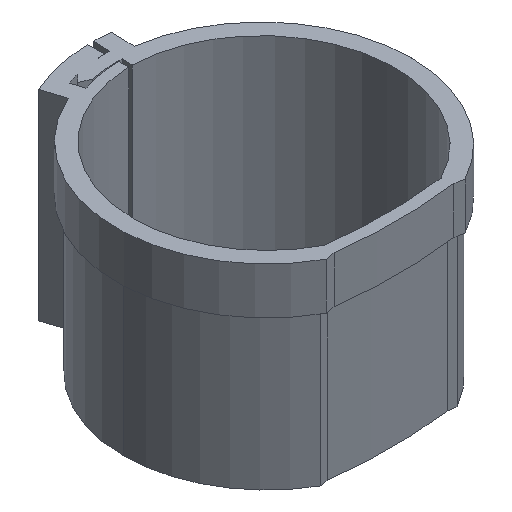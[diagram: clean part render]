
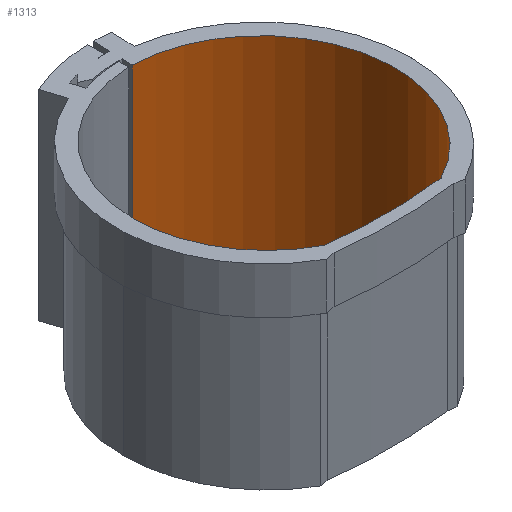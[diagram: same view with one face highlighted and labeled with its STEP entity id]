
A CAD part, isometric view. The second image highlights one B-rep face of the part: STEP entity #1313.
In plain terms, the highlighted cylindrical face has radius 20 mm (diameter 40 mm), a partial arc.
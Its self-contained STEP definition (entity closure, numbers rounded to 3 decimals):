
#18 = VERTEX_POINT ( 'NONE', #1562 ) ;
#57 = ORIENTED_EDGE ( 'NONE', *, *, #1636, .F. ) ;
#69 = AXIS2_PLACEMENT_3D ( 'NONE', #899, #375, #1038 ) ;
#90 = CARTESIAN_POINT ( 'NONE',  ( -0.436, -51.676, 30. ) ) ;
#119 = VERTEX_POINT ( 'NONE', #662 ) ;
#139 = ORIENTED_EDGE ( 'NONE', *, *, #781, .F. ) ;
#155 = EDGE_CURVE ( 'NONE', #119, #18, #288, .T. ) ;
#164 = VERTEX_POINT ( 'NONE', #256 ) ;
#256 = CARTESIAN_POINT ( 'NONE',  ( 8.727, -69.454, 1.5 ) ) ;
#288 = LINE ( 'NONE', #1311, #551 ) ;
#302 = CARTESIAN_POINT ( 'NONE',  ( -0.436, -51.676, 1.5 ) ) ;
#309 = CIRCLE ( 'NONE', #865, 20. ) ;
#313 = CARTESIAN_POINT ( 'NONE',  ( 8.727, -69.454, 30. ) ) ;
#375 = DIRECTION ( 'NONE',  ( 0., 0., -1. ) ) ;
#394 = CYLINDRICAL_SURFACE ( 'NONE', #69, 20. ) ;
#476 = DIRECTION ( 'NONE',  ( 0., 0., -1. ) ) ;
#551 = VECTOR ( 'NONE', #1585, 1000. ) ;
#589 = ORIENTED_EDGE ( 'NONE', *, *, #155, .T. ) ;
#662 = CARTESIAN_POINT ( 'NONE',  ( 0.25, -31.688, 30. ) ) ;
#715 = AXIS2_PLACEMENT_3D ( 'NONE', #90, #476, #1682 ) ;
#725 = EDGE_LOOP ( 'NONE', ( #589, #1469, #139, #57 ) ) ;
#781 = EDGE_CURVE ( 'NONE', #983, #164, #1118, .T. ) ;
#847 = VECTOR ( 'NONE', #1026, 1000. ) ;
#865 = AXIS2_PLACEMENT_3D ( 'NONE', #302, #1225, #1091 ) ;
#899 = CARTESIAN_POINT ( 'NONE',  ( -0.436, -51.676, 30. ) ) ;
#983 = VERTEX_POINT ( 'NONE', #313 ) ;
#987 = EDGE_CURVE ( 'NONE', #164, #18, #309, .T. ) ;
#1026 = DIRECTION ( 'NONE',  ( 0., 0., -1. ) ) ;
#1038 = DIRECTION ( 'NONE',  ( -1., 0., 0. ) ) ;
#1091 = DIRECTION ( 'NONE',  ( 1., 0., 0. ) ) ;
#1116 = FACE_OUTER_BOUND ( 'NONE', #725, .T. ) ;
#1118 = LINE ( 'NONE', #1165, #847 ) ;
#1165 = CARTESIAN_POINT ( 'NONE',  ( 8.727, -69.454, 30. ) ) ;
#1208 = CIRCLE ( 'NONE', #715, 20. ) ;
#1225 = DIRECTION ( 'NONE',  ( 0., 0., 1. ) ) ;
#1311 = CARTESIAN_POINT ( 'NONE',  ( 0.25, -31.688, 30. ) ) ;
#1313 = ADVANCED_FACE ( 'NONE', ( #1116 ), #394, .F. ) ;
#1469 = ORIENTED_EDGE ( 'NONE', *, *, #987, .F. ) ;
#1562 = CARTESIAN_POINT ( 'NONE',  ( 0.25, -31.688, 1.5 ) ) ;
#1585 = DIRECTION ( 'NONE',  ( 0., 0., -1. ) ) ;
#1636 = EDGE_CURVE ( 'NONE', #119, #983, #1208, .T. ) ;
#1682 = DIRECTION ( 'NONE',  ( 1., 0., 0. ) ) ;
